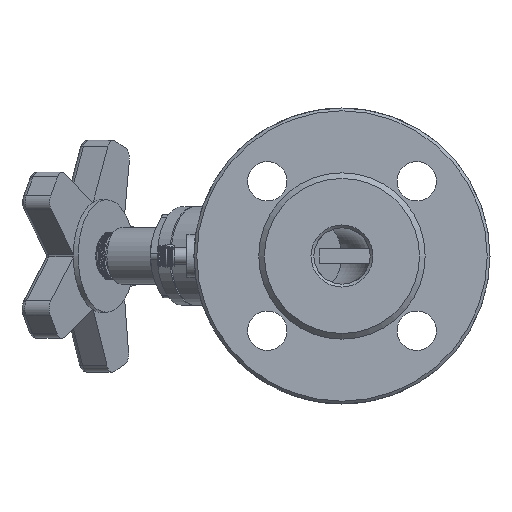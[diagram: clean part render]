
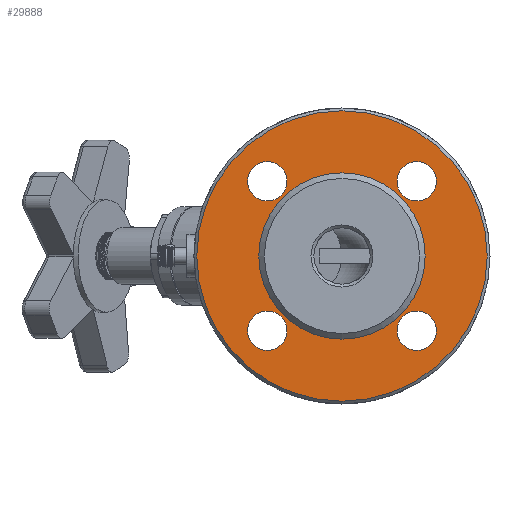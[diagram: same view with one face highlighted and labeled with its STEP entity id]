
A CAD part, left-side view. The second image highlights one B-rep face of the part: STEP entity #29888.
In plain terms, the highlighted planar face has unit normal (-1, 0, 0).
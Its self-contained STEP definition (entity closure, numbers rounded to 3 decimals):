
#321=FACE_BOUND('',#3746,.T.);
#322=FACE_BOUND('',#3747,.T.);
#323=FACE_BOUND('',#3748,.T.);
#324=FACE_BOUND('',#3749,.T.);
#325=FACE_BOUND('',#3750,.T.);
#2040=FACE_OUTER_BOUND('',#3745,.T.);
#3745=EDGE_LOOP('',(#23307));
#3746=EDGE_LOOP('',(#23308));
#3747=EDGE_LOOP('',(#23309));
#3748=EDGE_LOOP('',(#23310));
#3749=EDGE_LOOP('',(#23311));
#3750=EDGE_LOOP('',(#23312));
#5156=CIRCLE('',#32431,51.5);
#5157=CIRCLE('',#32433,29.5);
#5158=CIRCLE('',#32434,7.);
#5159=CIRCLE('',#32435,7.);
#5160=CIRCLE('',#32436,7.);
#5161=CIRCLE('',#32437,7.);
#12598=VERTEX_POINT('',#50367);
#12599=VERTEX_POINT('',#50371);
#12600=VERTEX_POINT('',#50373);
#12601=VERTEX_POINT('',#50375);
#12602=VERTEX_POINT('',#50377);
#12603=VERTEX_POINT('',#50379);
#16214=EDGE_CURVE('',#12598,#12598,#5156,.T.);
#16215=EDGE_CURVE('',#12599,#12599,#5157,.T.);
#16216=EDGE_CURVE('',#12600,#12600,#5158,.T.);
#16217=EDGE_CURVE('',#12601,#12601,#5159,.T.);
#16218=EDGE_CURVE('',#12602,#12602,#5160,.T.);
#16219=EDGE_CURVE('',#12603,#12603,#5161,.T.);
#23307=ORIENTED_EDGE('',*,*,#16214,.F.);
#23308=ORIENTED_EDGE('',*,*,#16215,.F.);
#23309=ORIENTED_EDGE('',*,*,#16216,.F.);
#23310=ORIENTED_EDGE('',*,*,#16217,.F.);
#23311=ORIENTED_EDGE('',*,*,#16218,.F.);
#23312=ORIENTED_EDGE('',*,*,#16219,.F.);
#26674=PLANE('',#32432);
#29888=ADVANCED_FACE('',(#2040,#321,#322,#323,#324,#325),#26674,.F.);
#32431=AXIS2_PLACEMENT_3D('',#50369,#38783,#38784);
#32432=AXIS2_PLACEMENT_3D('',#50370,#38785,#38786);
#32433=AXIS2_PLACEMENT_3D('',#50372,#38787,#38788);
#32434=AXIS2_PLACEMENT_3D('',#50374,#38789,#38790);
#32435=AXIS2_PLACEMENT_3D('',#50376,#38791,#38792);
#32436=AXIS2_PLACEMENT_3D('',#50378,#38793,#38794);
#32437=AXIS2_PLACEMENT_3D('',#50380,#38795,#38796);
#38783=DIRECTION('center_axis',(1.,0.,0.));
#38784=DIRECTION('ref_axis',(0.,-1.,0.));
#38785=DIRECTION('center_axis',(1.,0.,0.));
#38786=DIRECTION('ref_axis',(0.,0.,-1.));
#38787=DIRECTION('center_axis',(-1.,0.,0.));
#38788=DIRECTION('ref_axis',(0.,0.,-1.));
#38789=DIRECTION('center_axis',(-1.,0.,0.));
#38790=DIRECTION('ref_axis',(0.,-1.,0.));
#38791=DIRECTION('center_axis',(-1.,0.,0.));
#38792=DIRECTION('ref_axis',(0.,-1.,0.));
#38793=DIRECTION('center_axis',(-1.,0.,0.));
#38794=DIRECTION('ref_axis',(0.,-1.,0.));
#38795=DIRECTION('center_axis',(-1.,0.,0.));
#38796=DIRECTION('ref_axis',(0.,-1.,0.));
#50367=CARTESIAN_POINT('',(0.,51.5,0.));
#50369=CARTESIAN_POINT('Origin',(0.,0.,0.));
#50370=CARTESIAN_POINT('Origin',(0.,0.,0.));
#50371=CARTESIAN_POINT('',(0.,0.,29.5));
#50372=CARTESIAN_POINT('Origin',(0.,0.,0.));
#50373=CARTESIAN_POINT('',(0.,33.517,26.517));
#50374=CARTESIAN_POINT('Origin',(0.,26.517,26.517));
#50375=CARTESIAN_POINT('',(0.,-19.517,26.517));
#50376=CARTESIAN_POINT('Origin',(0.,-26.517,26.517));
#50377=CARTESIAN_POINT('',(0.,-19.517,-26.517));
#50378=CARTESIAN_POINT('Origin',(0.,-26.517,-26.517));
#50379=CARTESIAN_POINT('',(0.,33.517,-26.517));
#50380=CARTESIAN_POINT('Origin',(0.,26.517,-26.517));
